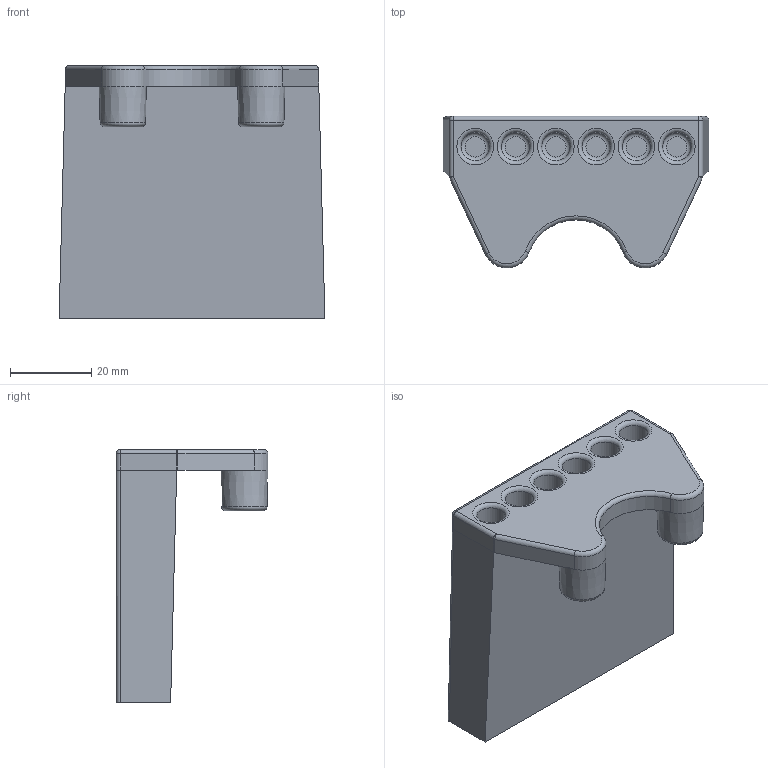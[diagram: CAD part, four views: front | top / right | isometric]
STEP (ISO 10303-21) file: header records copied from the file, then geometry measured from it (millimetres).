
FILE_DESCRIPTION(('FreeCAD Model'),'2;1');
FILE_NAME('Open CASCADE Shape Model','2021-10-03T19:24:17',('Author'),( ''),'Open CASCADE STEP processor 7.5','FreeCAD','Unknown');
FILE_SCHEMA(('AUTOMOTIVE_DESIGN { 1 0 10303 214 1 1 1 1 }'));
Length unit declared in the file: millimetre
Products named in the file (1): Tip holder bracket
Bounding box: 65.26 x 37.3 x 62 mm (x, y, z)
Volume: 49419 mm3; surface area: 21425.8 mm2
Topology: 1 solids, 1 shells, 66 faces, 136 edges, 74 vertices
Faces by surface type: plane 23, cylinder 20, torus 17, sphere 4, cone 2
Full cylindrical faces by diameter (mm): 7 x6
Entity records: 3468 total; most frequent: CARTESIAN_POINT 603, DIRECTION 596, LINE 285, VECTOR 285, ORIENTED_EDGE 264, PCURVE 264, DEFINITIONAL_REPRESENTATION 264, AXIS2_PLACEMENT_3D 146
